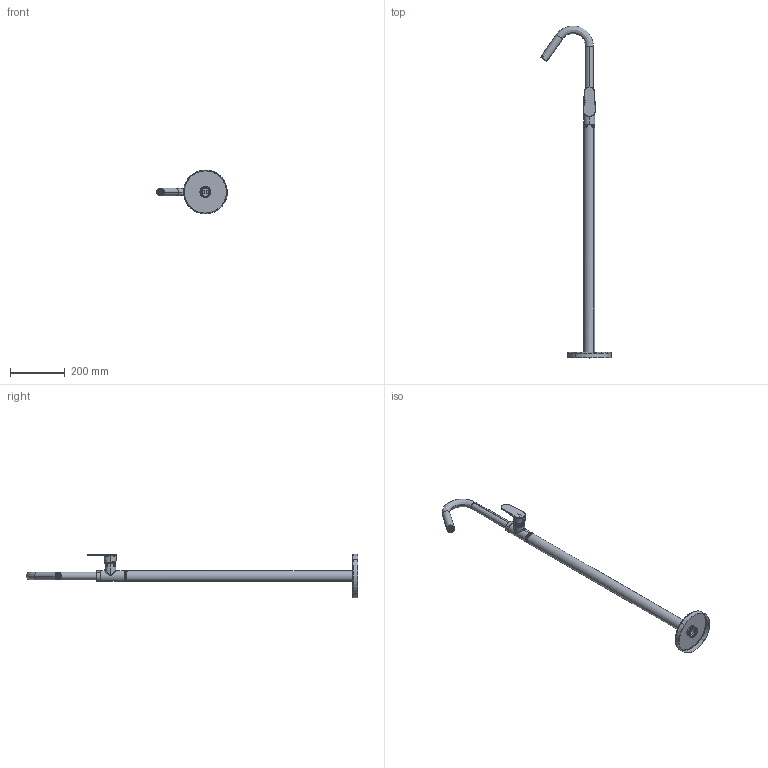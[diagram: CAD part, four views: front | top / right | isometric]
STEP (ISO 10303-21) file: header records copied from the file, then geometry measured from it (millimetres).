
FILE_DESCRIPTION (( 'STEP AP203' ), '1' );
FILE_NAME ('36AP07876.STEP', '2023-11-15T10:14:45', ( '' ), ( '' ), 'SwSTEP 2.0', 'SolidWorks 2021', '' );
FILE_SCHEMA (( 'CONFIG_CONTROL_DESIGN' ));
Length unit declared in the file: millimetre
Products named in the file (1): 36AP07876
Bounding box: 257.97 x 1211.6 x 160 mm (x, y, z)
Volume: 393548.2 mm3; surface area: 398479.2 mm2
Topology: 9 solids, 9 shells, 1678 faces, 4239 edges, 2802 vertices
Faces by surface type: plane 1229, cylinder 349, bspline 56, cone 21, torus 21, sphere 2
Entity records: 63690 total; most frequent: CARTESIAN_POINT 23912, ORIENTED_EDGE 8470, DIRECTION 7636, EDGE_CURVE 4235, VECTOR 3270, LINE 3270, VERTEX_POINT 2802, AXIS2_PLACEMENT_3D 2183
